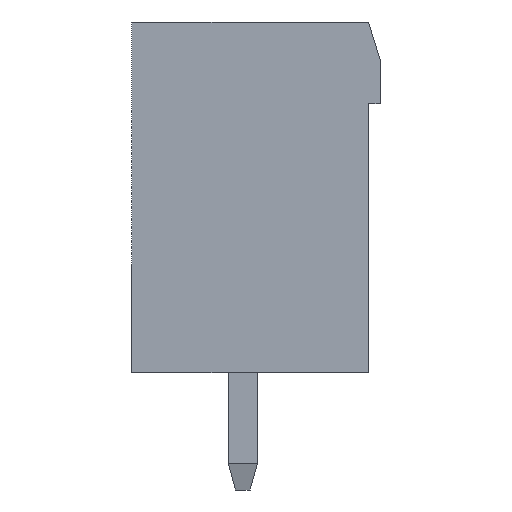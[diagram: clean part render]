
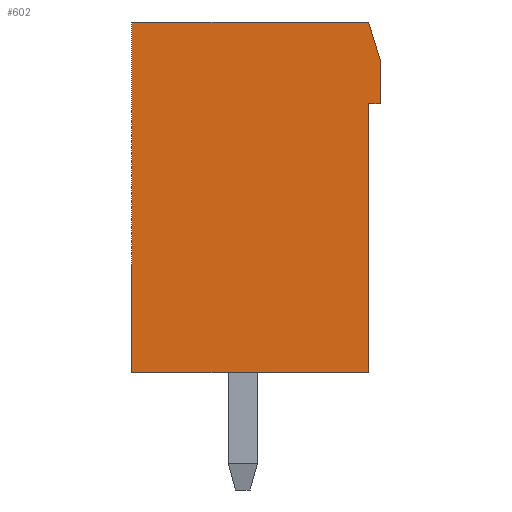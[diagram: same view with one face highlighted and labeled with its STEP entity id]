
A CAD part, left-side view. The second image highlights one B-rep face of the part: STEP entity #602.
In plain terms, the highlighted planar face has unit normal (-1, 0, 0).
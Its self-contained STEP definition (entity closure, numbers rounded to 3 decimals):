
#602 = ADVANCED_FACE( '', ( #1301 ), #1302, .T. );
#1301 = FACE_OUTER_BOUND( '', #2123, .T. );
#1302 = PLANE( '', #2124 );
#2123 = EDGE_LOOP( '', ( #3614, #3615, #3616, #3617, #3618, #3619, #3620 ) );
#2124 = AXIS2_PLACEMENT_3D( '', #3621, #3622, #3623 );
#3614 = ORIENTED_EDGE( '', *, *, #5649, .T. );
#3615 = ORIENTED_EDGE( '', *, *, #5650, .T. );
#3616 = ORIENTED_EDGE( '', *, *, #5651, .T. );
#3617 = ORIENTED_EDGE( '', *, *, #5127, .T. );
#3618 = ORIENTED_EDGE( '', *, *, #5194, .T. );
#3619 = ORIENTED_EDGE( '', *, *, #5155, .T. );
#3620 = ORIENTED_EDGE( '', *, *, #5652, .T. );
#3621 = CARTESIAN_POINT( '', ( -18.78, 0., 0. ) );
#3622 = DIRECTION( '', ( -1., 0., 0. ) );
#3623 = DIRECTION( '', ( 0., 0., 1. ) );
#5127 = EDGE_CURVE( '', #6153, #6151, #6154, .T. );
#5155 = EDGE_CURVE( '', #6202, #6203, #6204, .T. );
#5194 = EDGE_CURVE( '', #6151, #6202, #6271, .T. );
#5649 = EDGE_CURVE( '', #7008, #7009, #7010, .T. );
#5650 = EDGE_CURVE( '', #7009, #7011, #7012, .T. );
#5651 = EDGE_CURVE( '', #7011, #6153, #7013, .T. );
#5652 = EDGE_CURVE( '', #6203, #7008, #7014, .T. );
#6151 = VERTEX_POINT( '', #7657 );
#6153 = VERTEX_POINT( '', #7660 );
#6154 = LINE( '', #7661, #7662 );
#6202 = VERTEX_POINT( '', #7729 );
#6203 = VERTEX_POINT( '', #7730 );
#6204 = LINE( '', #7731, #7732 );
#6271 = LINE( '', #7829, #7830 );
#7008 = VERTEX_POINT( '', #8905 );
#7009 = VERTEX_POINT( '', #8906 );
#7010 = LINE( '', #8907, #8908 );
#7011 = VERTEX_POINT( '', #8909 );
#7012 = LINE( '', #8910, #8911 );
#7013 = LINE( '', #8912, #8913 );
#7014 = LINE( '', #8914, #8915 );
#7657 = CARTESIAN_POINT( '', ( -18.78, -4.05, -6. ) );
#7660 = CARTESIAN_POINT( '', ( -18.78, 4.05, -6. ) );
#7661 = CARTESIAN_POINT( '', ( -18.78, 4.05, -6. ) );
#7662 = VECTOR( '', #9718, 1000. );
#7729 = CARTESIAN_POINT( '', ( -18.78, -4.05, 3.2 ) );
#7730 = CARTESIAN_POINT( '', ( -18.78, -4.45, 3.2 ) );
#7731 = CARTESIAN_POINT( '', ( -18.78, -4.05, 3.2 ) );
#7732 = VECTOR( '', #9744, 1000. );
#7829 = CARTESIAN_POINT( '', ( -18.78, -4.05, -6. ) );
#7830 = VECTOR( '', #9775, 1000. );
#8905 = CARTESIAN_POINT( '', ( -18.78, -4.45, 4.7 ) );
#8906 = CARTESIAN_POINT( '', ( -18.78, -4.05, 6. ) );
#8907 = CARTESIAN_POINT( '', ( -18.78, -4.45, 4.7 ) );
#8908 = VECTOR( '', #10198, 1000. );
#8909 = CARTESIAN_POINT( '', ( -18.78, 4.05, 6. ) );
#8910 = CARTESIAN_POINT( '', ( -18.78, -4.05, 6. ) );
#8911 = VECTOR( '', #10199, 1000. );
#8912 = CARTESIAN_POINT( '', ( -18.78, 4.05, 6. ) );
#8913 = VECTOR( '', #10200, 1000. );
#8914 = CARTESIAN_POINT( '', ( -18.78, -4.45, 3.2 ) );
#8915 = VECTOR( '', #10201, 1000. );
#9718 = DIRECTION( '', ( 0., -1., 0. ) );
#9744 = DIRECTION( '', ( 0., -1., 0. ) );
#9775 = DIRECTION( '', ( 0., 0., 1. ) );
#10198 = DIRECTION( '', ( 0., 0.294, 0.956 ) );
#10199 = DIRECTION( '', ( 0., 1., 0. ) );
#10200 = DIRECTION( '', ( 0., 0., -1. ) );
#10201 = DIRECTION( '', ( 0., 0., 1. ) );
